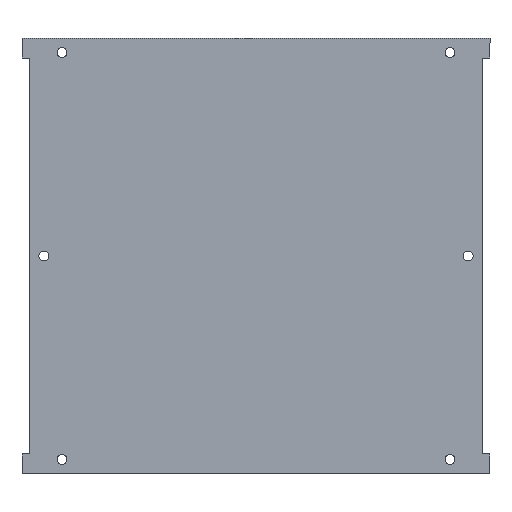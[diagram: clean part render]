
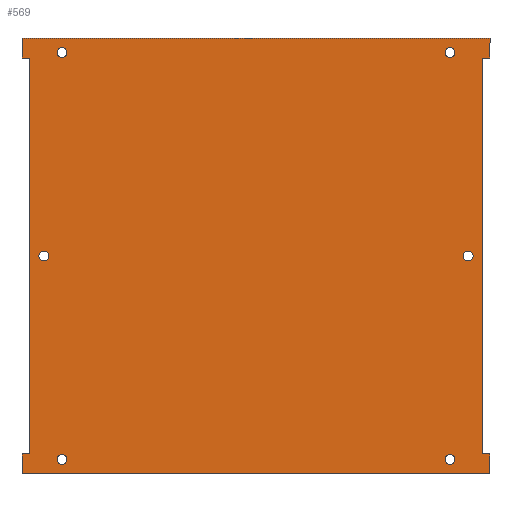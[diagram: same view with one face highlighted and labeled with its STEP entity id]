
A CAD part, top view. The second image highlights one B-rep face of the part: STEP entity #569.
In plain terms, the highlighted planar face has unit normal (0, 0, 1).
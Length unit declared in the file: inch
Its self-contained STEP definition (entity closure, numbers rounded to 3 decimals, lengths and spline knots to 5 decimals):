
#6 = VECTOR ( 'NONE', #237, 39.37008 ) ;
#13 = VERTEX_POINT ( 'NONE', #420 ) ;
#15 = ORIENTED_EDGE ( 'NONE', *, *, #605, .T. ) ;
#18 = CARTESIAN_POINT ( 'NONE',  ( 4.025, 0.37008, 0.07087 ) ) ;
#21 = EDGE_CURVE ( 'NONE', #333, #333, #649, .T. ) ;
#35 = DIRECTION ( 'NONE',  ( 1., 0., 0. ) ) ;
#37 = PLANE ( 'NONE',  #766 ) ;
#38 = ORIENTED_EDGE ( 'NONE', *, *, #781, .T. ) ;
#44 = CIRCLE ( 'NONE', #493, 0.08465 ) ;
#49 = DIRECTION ( 'NONE',  ( 0., 0., -1. ) ) ;
#51 = ORIENTED_EDGE ( 'NONE', *, *, #622, .T. ) ;
#52 = CARTESIAN_POINT ( 'NONE',  ( 7.3375, 0.27756, 0.07087 ) ) ;
#54 = VECTOR ( 'NONE', #334, 39.37008 ) ;
#59 = ORIENTED_EDGE ( 'NONE', *, *, #591, .T. ) ;
#62 = CARTESIAN_POINT ( 'NONE',  ( 8.02047, 3.75, 0.07087 ) ) ;
#72 = EDGE_LOOP ( 'NONE', ( #733 ) ) ;
#74 = CARTESIAN_POINT ( 'NONE',  ( 7.73209, 3.75, 0.07087 ) ) ;
#94 = VECTOR ( 'NONE', #554, 39.37008 ) ;
#96 = FACE_OUTER_BOUND ( 'NONE', #499, .T. ) ;
#99 = DIRECTION ( 'NONE',  ( 1., 0., 0. ) ) ;
#100 = VERTEX_POINT ( 'NONE', #134 ) ;
#109 = VERTEX_POINT ( 'NONE', #305 ) ;
#112 = VERTEX_POINT ( 'NONE', #140 ) ;
#114 = EDGE_LOOP ( 'NONE', ( #38 ) ) ;
#115 = CARTESIAN_POINT ( 'NONE',  ( 0.02953, 0.02953, 0.07087 ) ) ;
#118 = EDGE_CURVE ( 'NONE', #443, #292, #119, .T. ) ;
#119 = LINE ( 'NONE', #362, #171 ) ;
#132 = VERTEX_POINT ( 'NONE', #562 ) ;
#134 = CARTESIAN_POINT ( 'NONE',  ( 8.02047, 7.47047, 0.07087 ) ) ;
#140 = CARTESIAN_POINT ( 'NONE',  ( 7.42215, 0.27756, 0.07087 ) ) ;
#152 = EDGE_CURVE ( 'NONE', #306, #109, #380, .T. ) ;
#159 = VECTOR ( 'NONE', #297, 39.37008 ) ;
#163 = FACE_BOUND ( 'NONE', #658, .T. ) ;
#171 = VECTOR ( 'NONE', #552, 39.37008 ) ;
#177 = FACE_BOUND ( 'NONE', #345, .T. ) ;
#180 = CARTESIAN_POINT ( 'NONE',  ( 0.7125, 7.22244, 0.07087 ) ) ;
#184 = EDGE_CURVE ( 'NONE', #447, #716, #635, .T. ) ;
#185 = LINE ( 'NONE', #304, #584 ) ;
#187 = LINE ( 'NONE', #732, #740 ) ;
#197 = VERTEX_POINT ( 'NONE', #696 ) ;
#203 = CARTESIAN_POINT ( 'NONE',  ( 0.79715, 0.27756, 0.07087 ) ) ;
#216 = DIRECTION ( 'NONE',  ( 1., 0., 0. ) ) ;
#217 = EDGE_CURVE ( 'NONE', #337, #593, #763, .T. ) ;
#221 = CARTESIAN_POINT ( 'NONE',  ( 8.02047, 0.02953, 0.07087 ) ) ;
#228 = CARTESIAN_POINT ( 'NONE',  ( 7.3375, 7.22244, 0.07087 ) ) ;
#229 = CARTESIAN_POINT ( 'NONE',  ( 0.15453, 3.75, 0.07087 ) ) ;
#231 = ORIENTED_EDGE ( 'NONE', *, *, #515, .T. ) ;
#232 = LINE ( 'NONE', #592, #652 ) ;
#237 = DIRECTION ( 'NONE',  ( 0., -1., 0. ) ) ;
#252 = ORIENTED_EDGE ( 'NONE', *, *, #496, .T. ) ;
#258 = ORIENTED_EDGE ( 'NONE', *, *, #549, .T. ) ;
#259 = CARTESIAN_POINT ( 'NONE',  ( 7.64744, 3.75, 0.07087 ) ) ;
#265 = LINE ( 'NONE', #768, #545 ) ;
#273 = DIRECTION ( 'NONE',  ( -1., 0., 0. ) ) ;
#274 = EDGE_CURVE ( 'NONE', #629, #629, #376, .T. ) ;
#277 = AXIS2_PLACEMENT_3D ( 'NONE', #52, #49, #588 ) ;
#285 = ORIENTED_EDGE ( 'NONE', *, *, #532, .T. ) ;
#286 = LINE ( 'NONE', #464, #556 ) ;
#290 = LINE ( 'NONE', #653, #6 ) ;
#292 = VERTEX_POINT ( 'NONE', #410 ) ;
#297 = DIRECTION ( 'NONE',  ( 0., -1., 0. ) ) ;
#304 = CARTESIAN_POINT ( 'NONE',  ( 4.025, 7.47047, 0.07087 ) ) ;
#305 = CARTESIAN_POINT ( 'NONE',  ( 0.02953, 0.37008, 0.07087 ) ) ;
#306 = VERTEX_POINT ( 'NONE', #600 ) ;
#309 = EDGE_LOOP ( 'NONE', ( #15 ) ) ;
#311 = DIRECTION ( 'NONE',  ( -1., 0., 0. ) ) ;
#318 = ORIENTED_EDGE ( 'NONE', *, *, #444, .T. ) ;
#333 = VERTEX_POINT ( 'NONE', #74 ) ;
#334 = DIRECTION ( 'NONE',  ( -1., 0., 0. ) ) ;
#337 = VERTEX_POINT ( 'NONE', #713 ) ;
#338 = CARTESIAN_POINT ( 'NONE',  ( 0.40256, 3.75, 0.07087 ) ) ;
#342 = DIRECTION ( 'NONE',  ( 0., 1., 0. ) ) ;
#345 = EDGE_LOOP ( 'NONE', ( #468 ) ) ;
#350 = DIRECTION ( 'NONE',  ( 1., 0., 0. ) ) ;
#352 = FACE_BOUND ( 'NONE', #114, .T. ) ;
#362 = CARTESIAN_POINT ( 'NONE',  ( 4.025, 7.12992, 0.07087 ) ) ;
#368 = LINE ( 'NONE', #62, #94 ) ;
#376 = CIRCLE ( 'NONE', #492, 0.08465 ) ;
#380 = LINE ( 'NONE', #631, #54 ) ;
#384 = CARTESIAN_POINT ( 'NONE',  ( 4.025, 7.12992, 0.07087 ) ) ;
#392 = ORIENTED_EDGE ( 'NONE', *, *, #425, .T. ) ;
#410 = CARTESIAN_POINT ( 'NONE',  ( 8.02047, 7.12992, 0.07087 ) ) ;
#411 = VERTEX_POINT ( 'NONE', #221 ) ;
#412 = VECTOR ( 'NONE', #273, 39.37008 ) ;
#414 = FACE_BOUND ( 'NONE', #72, .T. ) ;
#419 = CARTESIAN_POINT ( 'NONE',  ( 4.025, 3.75, 0.07087 ) ) ;
#420 = CARTESIAN_POINT ( 'NONE',  ( 7.42215, 7.22244, 0.07087 ) ) ;
#421 = DIRECTION ( 'NONE',  ( 0., 0., -1. ) ) ;
#424 = DIRECTION ( 'NONE',  ( 1., 0., 0. ) ) ;
#425 = EDGE_CURVE ( 'NONE', #197, #197, #462, .T. ) ;
#438 = ORIENTED_EDGE ( 'NONE', *, *, #217, .T. ) ;
#443 = VERTEX_POINT ( 'NONE', #735 ) ;
#444 = EDGE_CURVE ( 'NONE', #593, #443, #187, .T. ) ;
#447 = VERTEX_POINT ( 'NONE', #609 ) ;
#455 = CARTESIAN_POINT ( 'NONE',  ( 0.15453, 7.12992, 0.07087 ) ) ;
#457 = ORIENTED_EDGE ( 'NONE', *, *, #553, .T. ) ;
#462 = CIRCLE ( 'NONE', #527, 0.08465 ) ;
#464 = CARTESIAN_POINT ( 'NONE',  ( 4.025, 0.02953, 0.07087 ) ) ;
#466 = DIRECTION ( 'NONE',  ( 0., 0., -1. ) ) ;
#468 = ORIENTED_EDGE ( 'NONE', *, *, #21, .T. ) ;
#476 = CARTESIAN_POINT ( 'NONE',  ( 0.7125, 0.27756, 0.07087 ) ) ;
#481 = FACE_BOUND ( 'NONE', #509, .T. ) ;
#492 = AXIS2_PLACEMENT_3D ( 'NONE', #476, #466, #350 ) ;
#493 = AXIS2_PLACEMENT_3D ( 'NONE', #228, #711, #656 ) ;
#494 = LINE ( 'NONE', #229, #159 ) ;
#496 = EDGE_CURVE ( 'NONE', #100, #132, #185, .T. ) ;
#497 = CARTESIAN_POINT ( 'NONE',  ( 0.79715, 7.22244, 0.07087 ) ) ;
#499 = EDGE_LOOP ( 'NONE', ( #765, #51, #252, #601, #794, #258, #685, #457, #59, #285, #438, #318 ) ) ;
#503 = DIRECTION ( 'NONE',  ( 1., 0., 0. ) ) ;
#506 = AXIS2_PLACEMENT_3D ( 'NONE', #180, #421, #424 ) ;
#509 = EDGE_LOOP ( 'NONE', ( #392 ) ) ;
#513 = CIRCLE ( 'NONE', #277, 0.08465 ) ;
#515 = EDGE_CURVE ( 'NONE', #557, #557, #572, .T. ) ;
#521 = DIRECTION ( 'NONE',  ( 1., 0., 0. ) ) ;
#527 = AXIS2_PLACEMENT_3D ( 'NONE', #338, #586, #35 ) ;
#532 = EDGE_CURVE ( 'NONE', #411, #337, #368, .T. ) ;
#545 = VECTOR ( 'NONE', #707, 39.37008 ) ;
#549 = EDGE_CURVE ( 'NONE', #716, #306, #494, .T. ) ;
#552 = DIRECTION ( 'NONE',  ( 1., 0., 0. ) ) ;
#553 = EDGE_CURVE ( 'NONE', #109, #571, #290, .T. ) ;
#554 = DIRECTION ( 'NONE',  ( 0., 1., 0. ) ) ;
#556 = VECTOR ( 'NONE', #99, 39.37008 ) ;
#557 = VERTEX_POINT ( 'NONE', #497 ) ;
#562 = CARTESIAN_POINT ( 'NONE',  ( 0.02953, 7.47047, 0.07087 ) ) ;
#569 = ADVANCED_FACE ( 'NONE', ( #729, #414, #481, #177, #352, #163, #96 ), #37, .T. ) ;
#571 = VERTEX_POINT ( 'NONE', #115 ) ;
#572 = CIRCLE ( 'NONE', #506, 0.08465 ) ;
#584 = VECTOR ( 'NONE', #311, 39.37008 ) ;
#586 = DIRECTION ( 'NONE',  ( 0., 0., -1. ) ) ;
#588 = DIRECTION ( 'NONE',  ( 1., 0., 0. ) ) ;
#591 = EDGE_CURVE ( 'NONE', #571, #411, #286, .T. ) ;
#592 = CARTESIAN_POINT ( 'NONE',  ( 8.02047, 3.75, 0.07087 ) ) ;
#593 = VERTEX_POINT ( 'NONE', #715 ) ;
#600 = CARTESIAN_POINT ( 'NONE',  ( 0.15453, 0.37008, 0.07087 ) ) ;
#601 = ORIENTED_EDGE ( 'NONE', *, *, #754, .T. ) ;
#605 = EDGE_CURVE ( 'NONE', #112, #112, #513, .T. ) ;
#609 = CARTESIAN_POINT ( 'NONE',  ( 0.02953, 7.12992, 0.07087 ) ) ;
#622 = EDGE_CURVE ( 'NONE', #292, #100, #232, .T. ) ;
#628 = DIRECTION ( 'NONE',  ( 0., 0., -1. ) ) ;
#629 = VERTEX_POINT ( 'NONE', #203 ) ;
#631 = CARTESIAN_POINT ( 'NONE',  ( 4.025, 0.37008, 0.07087 ) ) ;
#635 = LINE ( 'NONE', #384, #726 ) ;
#649 = CIRCLE ( 'NONE', #775, 0.08465 ) ;
#652 = VECTOR ( 'NONE', #342, 39.37008 ) ;
#653 = CARTESIAN_POINT ( 'NONE',  ( 0.02953, 3.75, 0.07087 ) ) ;
#656 = DIRECTION ( 'NONE',  ( 1., 0., 0. ) ) ;
#658 = EDGE_LOOP ( 'NONE', ( #231 ) ) ;
#685 = ORIENTED_EDGE ( 'NONE', *, *, #152, .T. ) ;
#686 = DIRECTION ( 'NONE',  ( 0., 1., 0. ) ) ;
#696 = CARTESIAN_POINT ( 'NONE',  ( 0.4872, 3.75, 0.07087 ) ) ;
#707 = DIRECTION ( 'NONE',  ( 0., -1., 0. ) ) ;
#711 = DIRECTION ( 'NONE',  ( 0., 0., -1. ) ) ;
#713 = CARTESIAN_POINT ( 'NONE',  ( 8.02047, 0.37008, 0.07087 ) ) ;
#715 = CARTESIAN_POINT ( 'NONE',  ( 7.89547, 0.37008, 0.07087 ) ) ;
#716 = VERTEX_POINT ( 'NONE', #455 ) ;
#726 = VECTOR ( 'NONE', #216, 39.37008 ) ;
#729 = FACE_BOUND ( 'NONE', #309, .T. ) ;
#732 = CARTESIAN_POINT ( 'NONE',  ( 7.89547, 3.75, 0.07087 ) ) ;
#733 = ORIENTED_EDGE ( 'NONE', *, *, #274, .T. ) ;
#735 = CARTESIAN_POINT ( 'NONE',  ( 7.89547, 7.12992, 0.07087 ) ) ;
#740 = VECTOR ( 'NONE', #686, 39.37008 ) ;
#754 = EDGE_CURVE ( 'NONE', #132, #447, #265, .T. ) ;
#763 = LINE ( 'NONE', #18, #412 ) ;
#765 = ORIENTED_EDGE ( 'NONE', *, *, #118, .T. ) ;
#766 = AXIS2_PLACEMENT_3D ( 'NONE', #419, #783, #521 ) ;
#768 = CARTESIAN_POINT ( 'NONE',  ( 0.02953, 3.75, 0.07087 ) ) ;
#775 = AXIS2_PLACEMENT_3D ( 'NONE', #259, #628, #503 ) ;
#781 = EDGE_CURVE ( 'NONE', #13, #13, #44, .T. ) ;
#783 = DIRECTION ( 'NONE',  ( 0., 0., 1. ) ) ;
#794 = ORIENTED_EDGE ( 'NONE', *, *, #184, .T. ) ;
